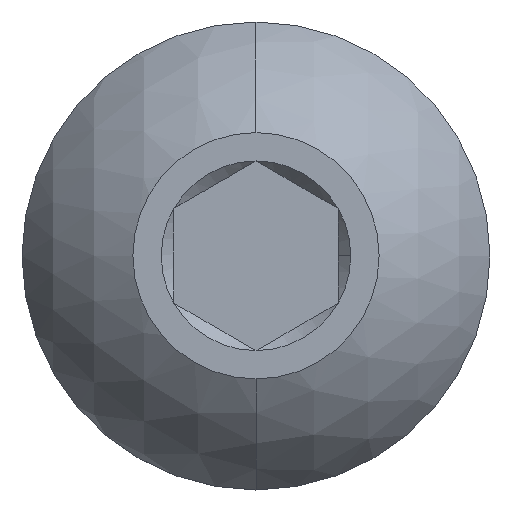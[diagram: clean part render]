
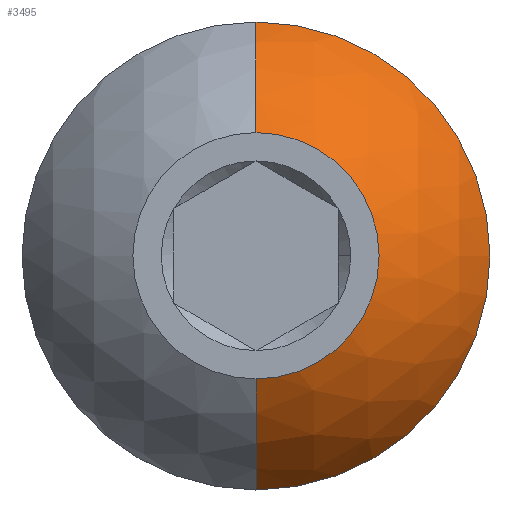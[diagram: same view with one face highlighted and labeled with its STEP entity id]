
A CAD part, top view. The second image highlights one B-rep face of the part: STEP entity #3495.
In plain terms, the highlighted spherical face has radius 3.172 mm.
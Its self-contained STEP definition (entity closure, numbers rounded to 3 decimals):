
#20 = CARTESIAN_POINT ( 'NONE',  ( 0., 0., 0. ) ) ;
#167 = VERTEX_POINT ( 'NONE', #3140 ) ;
#318 = EDGE_CURVE ( 'NONE', #167, #509, #348, .T. ) ;
#319 = EDGE_LOOP ( 'NONE', ( #793, #1019, #3862, #4338, #4492 ) ) ;
#348 = CIRCLE ( 'NONE', #853, 3.172 ) ;
#423 = DIRECTION ( 'NONE',  ( 1., 0., 0. ) ) ;
#509 = VERTEX_POINT ( 'NONE', #5208 ) ;
#519 = CARTESIAN_POINT ( 'NONE',  ( 0., 0., -2.795 ) ) ;
#793 = ORIENTED_EDGE ( 'NONE', *, *, #3175, .T. ) ;
#853 = AXIS2_PLACEMENT_3D ( 'NONE', #5034, #423, #5610 ) ;
#988 = EDGE_CURVE ( 'NONE', #4706, #3753, #5687, .T. ) ;
#1019 = ORIENTED_EDGE ( 'NONE', *, *, #7519, .T. ) ;
#1290 = FACE_OUTER_BOUND ( 'NONE', #319, .T. ) ;
#1639 = CARTESIAN_POINT ( 'NONE',  ( 0., 0., -1.403 ) ) ;
#2570 = SPHERICAL_SURFACE ( 'NONE', #4611, 3.172 ) ;
#2798 = DIRECTION ( 'NONE',  ( 1., 0., 0. ) ) ;
#2829 = DIRECTION ( 'NONE',  ( -1., 0., 0. ) ) ;
#2835 = CIRCLE ( 'NONE', #3542, 1.5 ) ;
#2868 = CARTESIAN_POINT ( 'NONE',  ( 0., -1.5, 0. ) ) ;
#2995 = DIRECTION ( 'NONE',  ( 1., 0., 0. ) ) ;
#2998 = VERTEX_POINT ( 'NONE', #3233 ) ;
#3040 = DIRECTION ( 'NONE',  ( 0., 0., 1. ) ) ;
#3140 = CARTESIAN_POINT ( 'NONE',  ( 0., 2.85, -1.403 ) ) ;
#3175 = EDGE_CURVE ( 'NONE', #4706, #2998, #4563, .T. ) ;
#3233 = CARTESIAN_POINT ( 'NONE',  ( 2.85, 0., -1.403 ) ) ;
#3279 = AXIS2_PLACEMENT_3D ( 'NONE', #519, #2829, #7531 ) ;
#3495 = ADVANCED_FACE ( 'NONE', ( #1290 ), #2570, .T. ) ;
#3542 = AXIS2_PLACEMENT_3D ( 'NONE', #20, #6475, #5280 ) ;
#3753 = VERTEX_POINT ( 'NONE', #2868 ) ;
#3862 = ORIENTED_EDGE ( 'NONE', *, *, #318, .T. ) ;
#3999 = EDGE_CURVE ( 'NONE', #3753, #509, #2835, .T. ) ;
#4338 = ORIENTED_EDGE ( 'NONE', *, *, #3999, .F. ) ;
#4492 = ORIENTED_EDGE ( 'NONE', *, *, #988, .F. ) ;
#4563 = CIRCLE ( 'NONE', #5949, 2.85 ) ;
#4611 = AXIS2_PLACEMENT_3D ( 'NONE', #5470, #6026, #6101 ) ;
#4706 = VERTEX_POINT ( 'NONE', #6837 ) ;
#5034 = CARTESIAN_POINT ( 'NONE',  ( 0., 0., -2.795 ) ) ;
#5208 = CARTESIAN_POINT ( 'NONE',  ( 0., 1.5, 0. ) ) ;
#5272 = AXIS2_PLACEMENT_3D ( 'NONE', #6512, #3040, #2995 ) ;
#5280 = DIRECTION ( 'NONE',  ( 1., 0., 0. ) ) ;
#5470 = CARTESIAN_POINT ( 'NONE',  ( 0., 0., -2.795 ) ) ;
#5610 = DIRECTION ( 'NONE',  ( 0., 1., 0. ) ) ;
#5653 = DIRECTION ( 'NONE',  ( 0., 0., 1. ) ) ;
#5687 = CIRCLE ( 'NONE', #3279, 3.172 ) ;
#5949 = AXIS2_PLACEMENT_3D ( 'NONE', #1639, #5653, #2798 ) ;
#6026 = DIRECTION ( 'NONE',  ( 1., 0., 0. ) ) ;
#6101 = DIRECTION ( 'NONE',  ( 0., -1., 0. ) ) ;
#6380 = CIRCLE ( 'NONE', #5272, 2.85 ) ;
#6475 = DIRECTION ( 'NONE',  ( 0., 0., 1. ) ) ;
#6512 = CARTESIAN_POINT ( 'NONE',  ( 0., 0., -1.403 ) ) ;
#6837 = CARTESIAN_POINT ( 'NONE',  ( 0., -2.85, -1.403 ) ) ;
#7519 = EDGE_CURVE ( 'NONE', #2998, #167, #6380, .T. ) ;
#7531 = DIRECTION ( 'NONE',  ( 0., -1., 0. ) ) ;
